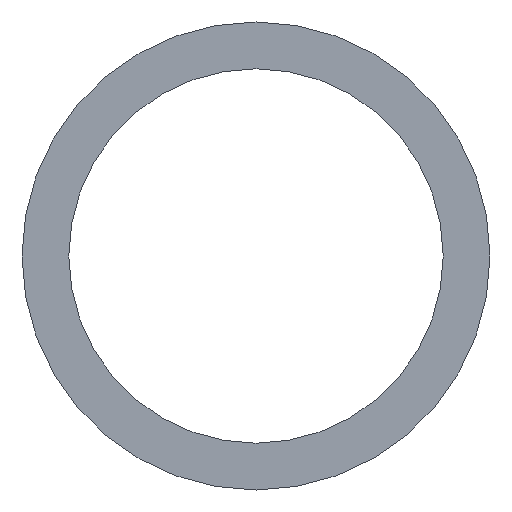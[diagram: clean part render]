
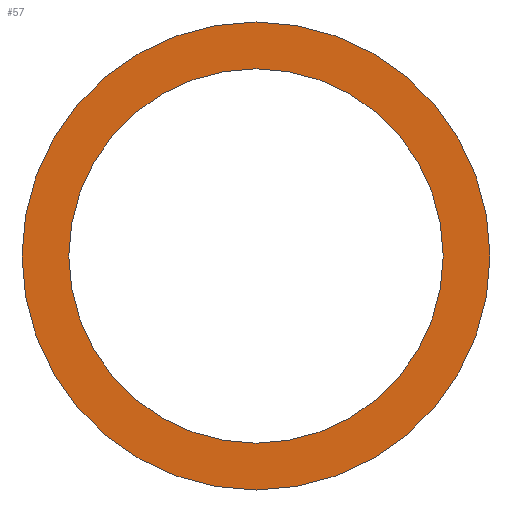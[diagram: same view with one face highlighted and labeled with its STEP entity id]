
A CAD part, front view. The second image highlights one B-rep face of the part: STEP entity #57.
In plain terms, the highlighted planar face has unit normal (0, -1, 0).
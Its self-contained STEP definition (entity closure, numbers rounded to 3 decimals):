
#15=PLANE('',#85);
#19=FACE_BOUND('',#30,.T.);
#23=FACE_OUTER_BOUND('',#29,.T.);
#29=EDGE_LOOP('',(#49));
#30=EDGE_LOOP('',(#50));
#34=CIRCLE('',#81,4.);
#35=CIRCLE('',#83,5.);
#38=VERTEX_POINT('',#109);
#39=VERTEX_POINT('',#112);
#42=EDGE_CURVE('',#38,#38,#34,.T.);
#43=EDGE_CURVE('',#39,#39,#35,.T.);
#49=ORIENTED_EDGE('',*,*,#43,.T.);
#50=ORIENTED_EDGE('',*,*,#42,.T.);
#57=ADVANCED_FACE('',(#23,#19),#15,.T.);
#81=AXIS2_PLACEMENT_3D('',#110,#93,#94);
#83=AXIS2_PLACEMENT_3D('',#113,#97,#98);
#85=AXIS2_PLACEMENT_3D('',#116,#101,#102);
#93=DIRECTION('center_axis',(0.,1.,0.));
#94=DIRECTION('ref_axis',(1.,0.,0.));
#97=DIRECTION('center_axis',(0.,-1.,0.));
#98=DIRECTION('ref_axis',(1.,0.,0.));
#101=DIRECTION('center_axis',(0.,-1.,0.));
#102=DIRECTION('ref_axis',(-1.,0.,0.));
#109=CARTESIAN_POINT('',(-4.,0.,0.));
#110=CARTESIAN_POINT('Origin',(0.,0.,0.));
#112=CARTESIAN_POINT('',(-5.,0.,0.));
#113=CARTESIAN_POINT('Origin',(0.,0.,0.));
#116=CARTESIAN_POINT('Origin',(0.,0.,0.));
